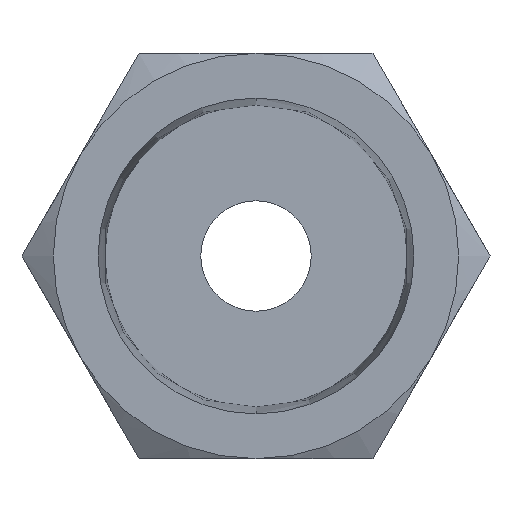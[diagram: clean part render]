
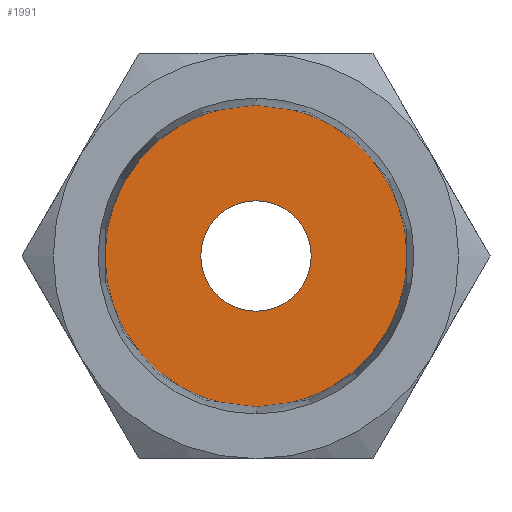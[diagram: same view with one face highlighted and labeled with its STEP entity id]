
A CAD part, front view. The second image highlights one B-rep face of the part: STEP entity #1991.
In plain terms, the highlighted planar face has unit normal (0, -1, 0).
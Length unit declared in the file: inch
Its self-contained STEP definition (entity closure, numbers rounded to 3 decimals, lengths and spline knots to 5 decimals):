
#12 = CIRCLE ( 'NONE', #338, 0.32274 ) ;
#37 = CIRCLE ( 'NONE', #821, 0.11811 ) ;
#113 = DIRECTION ( 'NONE',  ( 0., 0., -1. ) ) ;
#136 = DIRECTION ( 'NONE',  ( 0., 0., -1. ) ) ;
#145 = DIRECTION ( 'NONE',  ( 0., 1., 0. ) ) ;
#152 = DIRECTION ( 'NONE',  ( 0., 1., 0. ) ) ;
#263 = CARTESIAN_POINT ( 'NONE',  ( 0., 0.47244, 0. ) ) ;
#338 = AXIS2_PLACEMENT_3D ( 'NONE', #263, #1778, #482 ) ;
#341 = CARTESIAN_POINT ( 'NONE',  ( 0., 0.47244, 0.32274 ) ) ;
#434 = EDGE_CURVE ( 'NONE', #1904, #2283, #1387, .T. ) ;
#482 = DIRECTION ( 'NONE',  ( 0., 0., -1. ) ) ;
#540 = ORIENTED_EDGE ( 'NONE', *, *, #434, .T. ) ;
#551 = ORIENTED_EDGE ( 'NONE', *, *, #2481, .T. ) ;
#587 = EDGE_LOOP ( 'NONE', ( #1603, #540 ) ) ;
#685 = CARTESIAN_POINT ( 'NONE',  ( 0., 0.47244, 0.11811 ) ) ;
#723 = AXIS2_PLACEMENT_3D ( 'NONE', #2717, #1436, #136 ) ;
#821 = AXIS2_PLACEMENT_3D ( 'NONE', #1448, #152, #1654 ) ;
#962 = PLANE ( 'NONE',  #2615 ) ;
#1021 = VERTEX_POINT ( 'NONE', #341 ) ;
#1114 = FACE_OUTER_BOUND ( 'NONE', #2733, .T. ) ;
#1178 = FACE_BOUND ( 'NONE', #587, .T. ) ;
#1387 = CIRCLE ( 'NONE', #1458, 0.11811 ) ;
#1409 = DIRECTION ( 'NONE',  ( 0., -1., 0. ) ) ;
#1436 = DIRECTION ( 'NONE',  ( 0., -1., 0. ) ) ;
#1444 = CARTESIAN_POINT ( 'NONE',  ( 0., 0.47244, 0. ) ) ;
#1448 = CARTESIAN_POINT ( 'NONE',  ( 0., 0.47244, 0. ) ) ;
#1458 = AXIS2_PLACEMENT_3D ( 'NONE', #1444, #145, #1652 ) ;
#1466 = VERTEX_POINT ( 'NONE', #2378 ) ;
#1603 = ORIENTED_EDGE ( 'NONE', *, *, #2058, .T. ) ;
#1652 = DIRECTION ( 'NONE',  ( 0., 0., 1. ) ) ;
#1654 = DIRECTION ( 'NONE',  ( 0., 0., 1. ) ) ;
#1778 = DIRECTION ( 'NONE',  ( 0., -1., 0. ) ) ;
#1812 = CARTESIAN_POINT ( 'NONE',  ( 0., 0.47244, -0.11811 ) ) ;
#1842 = CIRCLE ( 'NONE', #723, 0.32274 ) ;
#1904 = VERTEX_POINT ( 'NONE', #1812 ) ;
#1980 = ORIENTED_EDGE ( 'NONE', *, *, #2290, .T. ) ;
#1991 = ADVANCED_FACE ( 'NONE', ( #1178, #1114 ), #962, .T. ) ;
#2058 = EDGE_CURVE ( 'NONE', #2283, #1904, #37, .T. ) ;
#2283 = VERTEX_POINT ( 'NONE', #685 ) ;
#2290 = EDGE_CURVE ( 'NONE', #1466, #1021, #12, .T. ) ;
#2378 = CARTESIAN_POINT ( 'NONE',  ( 0., 0.47244, -0.32274 ) ) ;
#2480 = CARTESIAN_POINT ( 'NONE',  ( -0.22042, 0.47244, 0. ) ) ;
#2481 = EDGE_CURVE ( 'NONE', #1021, #1466, #1842, .T. ) ;
#2615 = AXIS2_PLACEMENT_3D ( 'NONE', #2480, #1409, #113 ) ;
#2717 = CARTESIAN_POINT ( 'NONE',  ( 0., 0.47244, 0. ) ) ;
#2733 = EDGE_LOOP ( 'NONE', ( #1980, #551 ) ) ;
